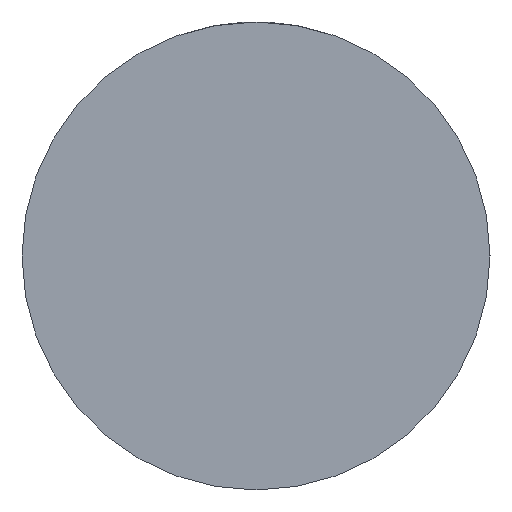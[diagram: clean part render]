
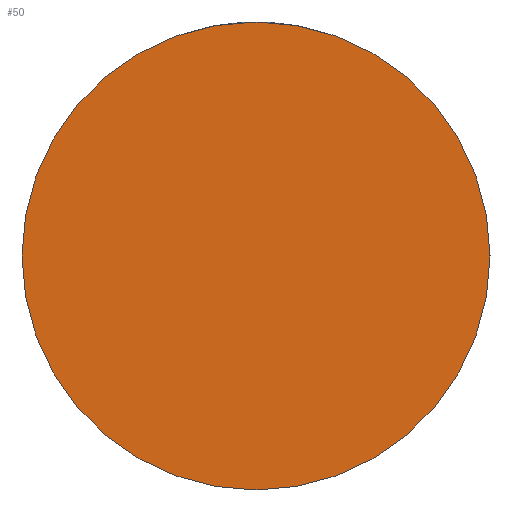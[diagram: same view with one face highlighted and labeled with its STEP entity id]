
A CAD part, left-side view. The second image highlights one B-rep face of the part: STEP entity #50.
In plain terms, the highlighted planar face has unit normal (-1, 0, 0).
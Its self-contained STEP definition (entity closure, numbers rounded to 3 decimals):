
#50 = ADVANCED_FACE( '', ( #116 ), #117, .F. );
#116 = FACE_OUTER_BOUND( '', #205, .T. );
#117 = PLANE( '', #206 );
#205 = EDGE_LOOP( '', ( #293 ) );
#206 = AXIS2_PLACEMENT_3D( '', #294, #295, #296 );
#293 = ORIENTED_EDGE( '', *, *, #476, .F. );
#294 = CARTESIAN_POINT( '', ( -500., 0., 0. ) );
#295 = DIRECTION( '', ( 1., 0., 0. ) );
#296 = DIRECTION( '', ( 0., 0., -1. ) );
#476 = EDGE_CURVE( '', #549, #549, #550, .T. );
#549 = VERTEX_POINT( '', #655 );
#550 = CIRCLE( '', #656, 20. );
#655 = CARTESIAN_POINT( '', ( -500., 0., -20. ) );
#656 = AXIS2_PLACEMENT_3D( '', #835, #836, #837 );
#835 = CARTESIAN_POINT( '', ( -500., 0., 0. ) );
#836 = DIRECTION( '', ( 1., 0., 0. ) );
#837 = DIRECTION( '', ( 0., 0., -1. ) );
